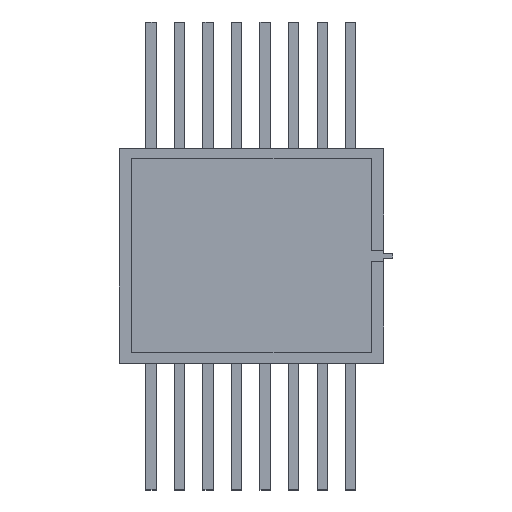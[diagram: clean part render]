
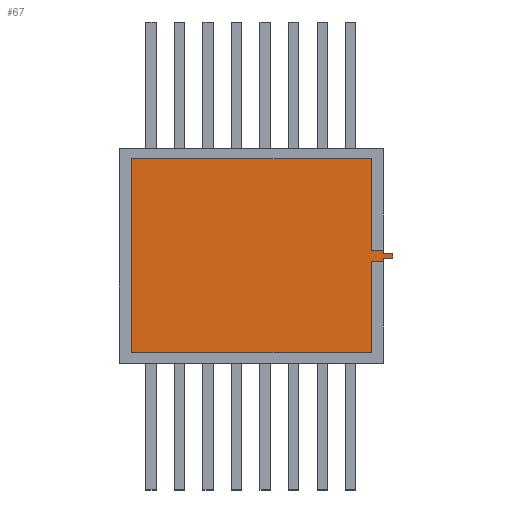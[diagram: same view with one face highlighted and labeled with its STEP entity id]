
A CAD part, top view. The second image highlights one B-rep face of the part: STEP entity #67.
In plain terms, the highlighted planar face has unit normal (0, 0, 1).
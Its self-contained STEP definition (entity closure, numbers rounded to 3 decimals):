
#67=ADVANCED_FACE('',(#1091),#1093,.T.);
#1091=FACE_BOUND('',#1092,.T.);
#1092=EDGE_LOOP('',(#1954,#1955,#1956,#1957,#1958,#1959,#1960,#1961,#1962,#1963,
#1964,#1965));
#1093=PLANE('',#1094);
#1094=AXIS2_PLACEMENT_3D('',#1095,#1096,#1097);
#1095=CARTESIAN_POINT('',(0.,0.,3.03));
#1096=DIRECTION('',(0.,0.,1.));
#1097=DIRECTION('',(1.,0.,0.));
#1954=ORIENTED_EDGE('',*,*,#2562,.T.);
#1955=ORIENTED_EDGE('',*,*,#2563,.T.);
#1956=ORIENTED_EDGE('',*,*,#2564,.T.);
#1957=ORIENTED_EDGE('',*,*,#2565,.T.);
#1958=ORIENTED_EDGE('',*,*,#2566,.T.);
#1959=ORIENTED_EDGE('',*,*,#2567,.T.);
#1960=ORIENTED_EDGE('',*,*,#2568,.T.);
#1961=ORIENTED_EDGE('',*,*,#2569,.F.);
#1962=ORIENTED_EDGE('',*,*,#2570,.F.);
#1963=ORIENTED_EDGE('',*,*,#2571,.T.);
#1964=ORIENTED_EDGE('',*,*,#2572,.T.);
#1965=ORIENTED_EDGE('',*,*,#2573,.T.);
#2562=EDGE_CURVE('',#2938,#2939,#2940,.T.);
#2563=EDGE_CURVE('',#2939,#2941,#2942,.T.);
#2564=EDGE_CURVE('',#2941,#2943,#2944,.T.);
#2565=EDGE_CURVE('',#2943,#2945,#2946,.T.);
#2566=EDGE_CURVE('',#2945,#2947,#2948,.T.);
#2567=EDGE_CURVE('',#2947,#2949,#2950,.T.);
#2568=EDGE_CURVE('',#2949,#2951,#2952,.T.);
#2569=EDGE_CURVE('',#2953,#2951,#2954,.T.);
#2570=EDGE_CURVE('',#2955,#2953,#2956,.T.);
#2571=EDGE_CURVE('',#2955,#2957,#2958,.T.);
#2572=EDGE_CURVE('',#2957,#2959,#2960,.T.);
#2573=EDGE_CURVE('',#2959,#2938,#2961,.T.);
#2938=VERTEX_POINT('',#3578);
#2939=VERTEX_POINT('',#3579);
#2940=LINE('',#3580,#3581);
#2941=VERTEX_POINT('',#3583);
#2942=LINE('',#3584,#3585);
#2943=VERTEX_POINT('',#3587);
#2944=LINE('',#3588,#3589);
#2945=VERTEX_POINT('',#3591);
#2946=LINE('',#3592,#3593);
#2947=VERTEX_POINT('',#3595);
#2948=LINE('',#3596,#3597);
#2949=VERTEX_POINT('',#3599);
#2950=LINE('',#3600,#3601);
#2951=VERTEX_POINT('',#3603);
#2952=LINE('',#3604,#3605);
#2953=VERTEX_POINT('',#3607);
#2954=LINE('',#3608,#3609);
#2955=VERTEX_POINT('',#3611);
#2956=LINE('',#3612,#3613);
#2957=VERTEX_POINT('',#3615);
#2958=LINE('',#3616,#3617);
#2959=VERTEX_POINT('',#3619);
#2960=LINE('',#3620,#3621);
#2961=LINE('',#3623,#3624);
#3578=CARTESIAN_POINT('',(5.25,4.25,3.03));
#3579=CARTESIAN_POINT('',(-5.25,4.25,3.03));
#3580=CARTESIAN_POINT('',(5.25,4.25,3.03));
#3581=VECTOR('',#3582,1.);
#3582=DIRECTION('',(-1.,0.,0.));
#3583=CARTESIAN_POINT('',(-5.25,-4.25,3.03));
#3584=CARTESIAN_POINT('',(-5.25,4.25,3.03));
#3585=VECTOR('',#3586,1.);
#3586=DIRECTION('',(0.,-1.,0.));
#3587=CARTESIAN_POINT('',(5.25,-4.25,3.03));
#3588=CARTESIAN_POINT('',(-5.25,-4.25,3.03));
#3589=VECTOR('',#3590,1.);
#3590=DIRECTION('',(1.,0.,0.));
#3591=CARTESIAN_POINT('',(5.25,-0.25,3.03));
#3592=CARTESIAN_POINT('',(5.25,-4.25,3.03));
#3593=VECTOR('',#3594,1.);
#3594=DIRECTION('',(0.,1.,0.));
#3595=CARTESIAN_POINT('',(5.8,-0.25,3.03));
#3596=CARTESIAN_POINT('',(5.25,-0.25,3.03));
#3597=VECTOR('',#3598,1.);
#3598=DIRECTION('',(1.,0.,0.));
#3599=CARTESIAN_POINT('',(5.8,-0.1,3.03));
#3600=CARTESIAN_POINT('',(5.8,-0.25,3.03));
#3601=VECTOR('',#3602,1.);
#3602=DIRECTION('',(0.,1.,0.));
#3603=CARTESIAN_POINT('',(6.2,-0.1,3.03));
#3604=CARTESIAN_POINT('',(5.8,-0.1,3.03));
#3605=VECTOR('',#3606,1.);
#3606=DIRECTION('',(1.,0.,0.));
#3607=CARTESIAN_POINT('',(6.2,0.1,3.03));
#3608=CARTESIAN_POINT('',(6.2,0.1,3.03));
#3609=VECTOR('',#3610,1.);
#3610=DIRECTION('',(0.,-1.,0.));
#3611=CARTESIAN_POINT('',(5.8,0.1,3.03));
#3612=CARTESIAN_POINT('',(5.8,0.1,3.03));
#3613=VECTOR('',#3614,1.);
#3614=DIRECTION('',(1.,0.,0.));
#3615=CARTESIAN_POINT('',(5.8,0.25,3.03));
#3616=CARTESIAN_POINT('',(5.8,0.1,3.03));
#3617=VECTOR('',#3618,1.);
#3618=DIRECTION('',(0.,1.,0.));
#3619=CARTESIAN_POINT('',(5.25,0.25,3.03));
#3620=CARTESIAN_POINT('',(5.8,0.25,3.03));
#3621=VECTOR('',#3622,1.);
#3622=DIRECTION('',(-1.,0.,0.));
#3623=CARTESIAN_POINT('',(5.25,0.25,3.03));
#3624=VECTOR('',#3625,1.);
#3625=DIRECTION('',(0.,1.,0.));
